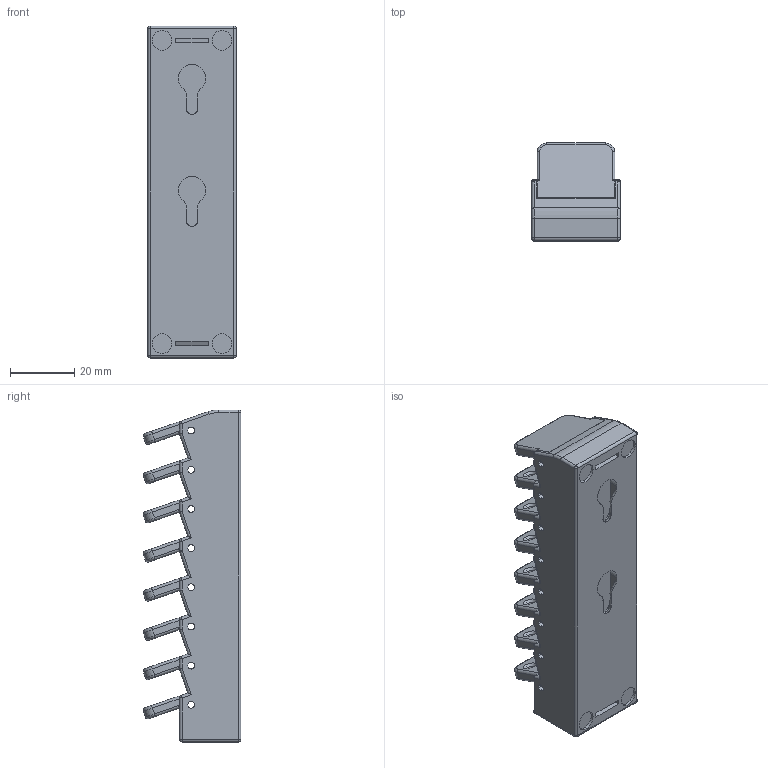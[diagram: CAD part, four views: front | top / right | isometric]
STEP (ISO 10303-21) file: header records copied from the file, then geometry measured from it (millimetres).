
FILE_DESCRIPTION (( 'STEP AP214' ), '1' );
FILE_NAME ('SV4 dock (7).STEP', '2024-12-29T00:52:16', ( '' ), ( '' ), 'MPSTEP 2.0', 'Macroplastics Offline CAD Suite', '' );
FILE_SCHEMA (( 'UwU' ));
Length unit declared in the file: millimetre
Products named in the file (1): SV4 dock (7)
Bounding box: 27.65 x 30.5 x 103.72 mm (x, y, z)
Volume: 39335.1 mm3; surface area: 35352.8 mm2
Topology: 3 solids, 3 shells, 987 faces, 2686 edges, 1660 vertices
Faces by surface type: plane 490, cylinder 313, cone 60, bspline 56, torus 34, sphere 34
Entity records: 33274 total; most frequent: CARTESIAN_POINT 8481, ORIENTED_EDGE 5304, DIRECTION 4989, EDGE_CURVE 2652, VECTOR 1773, LINE 1773, VERTEX_POINT 1660, AXIS2_PLACEMENT_3D 1608
